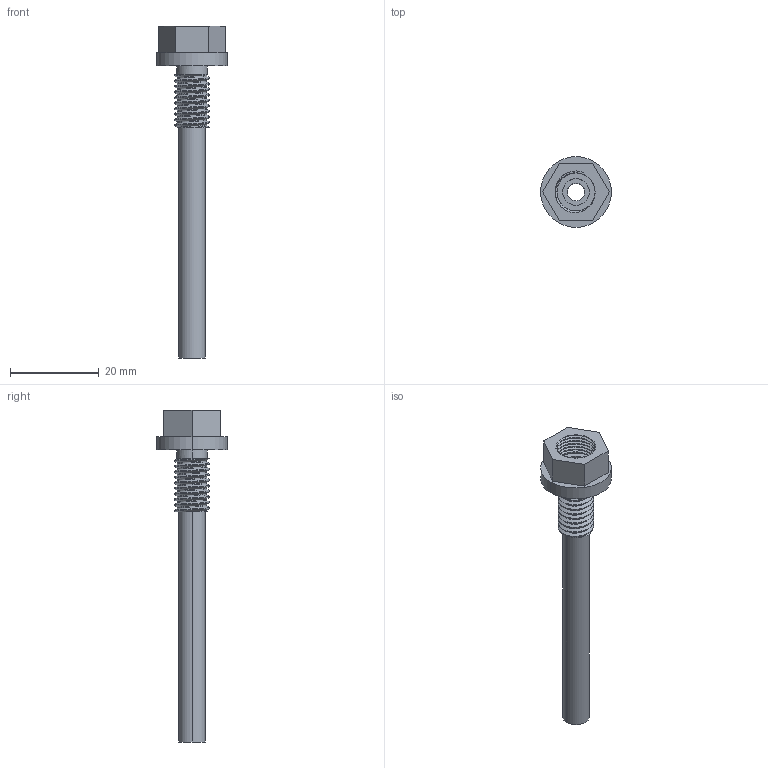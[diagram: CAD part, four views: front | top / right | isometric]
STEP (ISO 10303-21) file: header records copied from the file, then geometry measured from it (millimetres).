
FILE_DESCRIPTION (( 'STEP AP214' ), '1' );
FILE_NAME ('Jauge EWC.STEP', '2023-05-23T14:30:56', ( '' ), ( '' ), 'SwSTEP 2.0', 'SolidWorks 2023', '' );
FILE_SCHEMA (( 'AUTOMOTIVE_DESIGN' ));
Length unit declared in the file: millimetre
Products named in the file (1): Jauge EWC
Bounding box: 16 x 16 x 75 mm (x, y, z)
Volume: 2295.6 mm3; surface area: 3410.9 mm2
Topology: 1 solids, 1 shells, 69 faces, 178 edges, 116 vertices
Faces by surface type: cylinder 45, plane 17, bspline 7
Entity records: 5101 total; most frequent: CARTESIAN_POINT 3635, ORIENTED_EDGE 356, DIRECTION 245, EDGE_CURVE 178, VERTEX_POINT 116, AXIS2_PLACEMENT_3D 91, EDGE_LOOP 76, FACE_OUTER_BOUND 69
